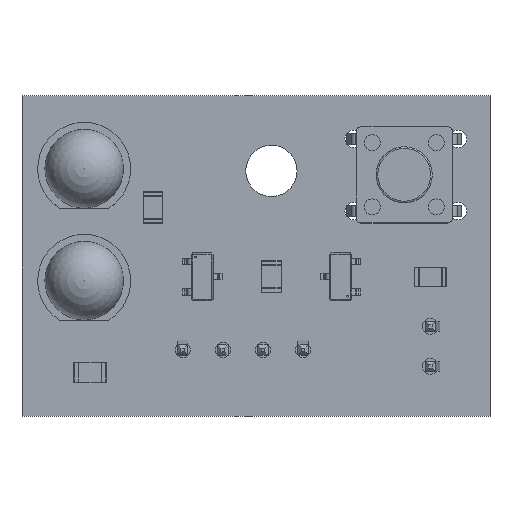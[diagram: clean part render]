
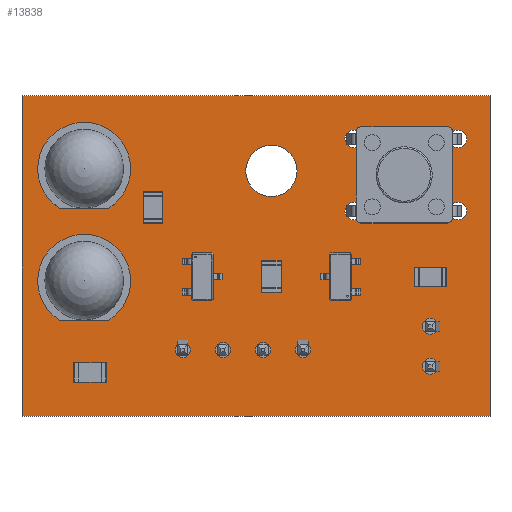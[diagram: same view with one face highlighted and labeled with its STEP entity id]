
A CAD part, top view. The second image highlights one B-rep face of the part: STEP entity #13838.
In plain terms, the highlighted planar face has unit normal (0, 0, 1).
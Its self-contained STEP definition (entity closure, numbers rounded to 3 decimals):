
#13561 = VERTEX_POINT('',#13562);
#13562 = CARTESIAN_POINT('',(148.508,-91.,1.51));
#13568 = EDGE_CURVE('',#13561,#13569,#13571,.T.);
#13569 = VERTEX_POINT('',#13570);
#13570 = CARTESIAN_POINT('',(119.313,-91.,1.51));
#13571 = LINE('',#13572,#13573);
#13572 = CARTESIAN_POINT('',(148.508,-91.,1.51));
#13573 = VECTOR('',#13574,1.);
#13574 = DIRECTION('',(-1.,0.,0.));
#13601 = VERTEX_POINT('',#13602);
#13602 = CARTESIAN_POINT('',(148.508,-71.,1.51));
#13608 = EDGE_CURVE('',#13601,#13561,#13609,.T.);
#13609 = LINE('',#13610,#13611);
#13610 = CARTESIAN_POINT('',(148.508,-71.,1.51));
#13611 = VECTOR('',#13612,1.);
#13612 = DIRECTION('',(0.,-1.,0.));
#13630 = EDGE_CURVE('',#13569,#13631,#13633,.T.);
#13631 = VERTEX_POINT('',#13632);
#13632 = CARTESIAN_POINT('',(119.313,-71.,1.51));
#13633 = LINE('',#13634,#13635);
#13634 = CARTESIAN_POINT('',(119.313,-91.,1.51));
#13635 = VECTOR('',#13636,1.);
#13636 = DIRECTION('',(0.,1.,0.));
#13838 = ADVANCED_FACE('',(#13839,#13850,#13861,#13872,#13883,#13894,
    #13905,#13916,#13927,#13938,#13949,#13960,#13971,#13982,#13993,
    #14004),#14015,.T.);
#13839 = FACE_BOUND('',#13840,.T.);
#13840 = EDGE_LOOP('',(#13841,#13842,#13843,#13849));
#13841 = ORIENTED_EDGE('',*,*,#13568,.F.);
#13842 = ORIENTED_EDGE('',*,*,#13608,.F.);
#13843 = ORIENTED_EDGE('',*,*,#13844,.F.);
#13844 = EDGE_CURVE('',#13631,#13601,#13845,.T.);
#13845 = LINE('',#13846,#13847);
#13846 = CARTESIAN_POINT('',(119.313,-71.,1.51));
#13847 = VECTOR('',#13848,1.);
#13848 = DIRECTION('',(1.,0.,0.));
#13849 = ORIENTED_EDGE('',*,*,#13630,.F.);
#13850 = FACE_BOUND('',#13851,.T.);
#13851 = EDGE_LOOP('',(#13852));
#13852 = ORIENTED_EDGE('',*,*,#13853,.T.);
#13853 = EDGE_CURVE('',#13854,#13854,#13856,.T.);
#13854 = VERTEX_POINT('',#13855);
#13855 = CARTESIAN_POINT('',(129.346,-87.343,1.51));
#13856 = CIRCLE('',#13857,0.475);
#13857 = AXIS2_PLACEMENT_3D('',#13858,#13859,#13860);
#13858 = CARTESIAN_POINT('',(129.346,-86.868,1.51));
#13859 = DIRECTION('',(-0.,0.,-1.));
#13860 = DIRECTION('',(-0.,-1.,0.));
#13861 = FACE_BOUND('',#13862,.T.);
#13862 = EDGE_LOOP('',(#13863));
#13863 = ORIENTED_EDGE('',*,*,#13864,.T.);
#13864 = EDGE_CURVE('',#13865,#13865,#13867,.T.);
#13865 = VERTEX_POINT('',#13866);
#13866 = CARTESIAN_POINT('',(131.846,-87.343,1.51));
#13867 = CIRCLE('',#13868,0.475);
#13868 = AXIS2_PLACEMENT_3D('',#13869,#13870,#13871);
#13869 = CARTESIAN_POINT('',(131.846,-86.868,1.51));
#13870 = DIRECTION('',(-0.,0.,-1.));
#13871 = DIRECTION('',(-0.,-1.,0.));
#13872 = FACE_BOUND('',#13873,.T.);
#13873 = EDGE_LOOP('',(#13874));
#13874 = ORIENTED_EDGE('',*,*,#13875,.T.);
#13875 = EDGE_CURVE('',#13876,#13876,#13878,.T.);
#13876 = VERTEX_POINT('',#13877);
#13877 = CARTESIAN_POINT('',(134.346,-87.343,1.51));
#13878 = CIRCLE('',#13879,0.475);
#13879 = AXIS2_PLACEMENT_3D('',#13880,#13881,#13882);
#13880 = CARTESIAN_POINT('',(134.346,-86.868,1.51));
#13881 = DIRECTION('',(-0.,0.,-1.));
#13882 = DIRECTION('',(-0.,-1.,0.));
#13883 = FACE_BOUND('',#13884,.T.);
#13884 = EDGE_LOOP('',(#13885));
#13885 = ORIENTED_EDGE('',*,*,#13886,.T.);
#13886 = EDGE_CURVE('',#13887,#13887,#13889,.T.);
#13887 = VERTEX_POINT('',#13888);
#13888 = CARTESIAN_POINT('',(123.19,-84.275,1.51));
#13889 = CIRCLE('',#13890,0.45);
#13890 = AXIS2_PLACEMENT_3D('',#13891,#13892,#13893);
#13891 = CARTESIAN_POINT('',(123.19,-83.825,1.51));
#13892 = DIRECTION('',(-0.,0.,-1.));
#13893 = DIRECTION('',(-0.,-1.,0.));
#13894 = FACE_BOUND('',#13895,.T.);
#13895 = EDGE_LOOP('',(#13896));
#13896 = ORIENTED_EDGE('',*,*,#13897,.T.);
#13897 = EDGE_CURVE('',#13898,#13898,#13900,.T.);
#13898 = VERTEX_POINT('',#13899);
#13899 = CARTESIAN_POINT('',(123.19,-81.735,1.51));
#13900 = CIRCLE('',#13901,0.45);
#13901 = AXIS2_PLACEMENT_3D('',#13902,#13903,#13904);
#13902 = CARTESIAN_POINT('',(123.19,-81.285,1.51));
#13903 = DIRECTION('',(-0.,0.,-1.));
#13904 = DIRECTION('',(-0.,-1.,0.));
#13905 = FACE_BOUND('',#13906,.T.);
#13906 = EDGE_LOOP('',(#13907));
#13907 = ORIENTED_EDGE('',*,*,#13908,.T.);
#13908 = EDGE_CURVE('',#13909,#13909,#13911,.T.);
#13909 = VERTEX_POINT('',#13910);
#13910 = CARTESIAN_POINT('',(136.846,-87.343,1.51));
#13911 = CIRCLE('',#13912,0.475);
#13912 = AXIS2_PLACEMENT_3D('',#13913,#13914,#13915);
#13913 = CARTESIAN_POINT('',(136.846,-86.868,1.51));
#13914 = DIRECTION('',(-0.,0.,-1.));
#13915 = DIRECTION('',(-0.,-1.,0.));
#13916 = FACE_BOUND('',#13917,.T.);
#13917 = EDGE_LOOP('',(#13918));
#13918 = ORIENTED_EDGE('',*,*,#13919,.T.);
#13919 = EDGE_CURVE('',#13920,#13920,#13922,.T.);
#13920 = VERTEX_POINT('',#13921);
#13921 = CARTESIAN_POINT('',(144.78,-88.384,1.51));
#13922 = CIRCLE('',#13923,0.5);
#13923 = AXIS2_PLACEMENT_3D('',#13924,#13925,#13926);
#13924 = CARTESIAN_POINT('',(144.78,-87.884,1.51));
#13925 = DIRECTION('',(-0.,0.,-1.));
#13926 = DIRECTION('',(-0.,-1.,0.));
#13927 = FACE_BOUND('',#13928,.T.);
#13928 = EDGE_LOOP('',(#13929));
#13929 = ORIENTED_EDGE('',*,*,#13930,.T.);
#13930 = EDGE_CURVE('',#13931,#13931,#13933,.T.);
#13931 = VERTEX_POINT('',#13932);
#13932 = CARTESIAN_POINT('',(144.78,-85.884,1.51));
#13933 = CIRCLE('',#13934,0.5);
#13934 = AXIS2_PLACEMENT_3D('',#13935,#13936,#13937);
#13935 = CARTESIAN_POINT('',(144.78,-85.384,1.51));
#13936 = DIRECTION('',(-0.,0.,-1.));
#13937 = DIRECTION('',(-0.,-1.,0.));
#13938 = FACE_BOUND('',#13939,.T.);
#13939 = EDGE_LOOP('',(#13940));
#13940 = ORIENTED_EDGE('',*,*,#13941,.T.);
#13941 = EDGE_CURVE('',#13942,#13942,#13944,.T.);
#13942 = VERTEX_POINT('',#13943);
#13943 = CARTESIAN_POINT('',(123.19,-77.29,1.51));
#13944 = CIRCLE('',#13945,0.45);
#13945 = AXIS2_PLACEMENT_3D('',#13946,#13947,#13948);
#13946 = CARTESIAN_POINT('',(123.19,-76.84,1.51));
#13947 = DIRECTION('',(-0.,0.,-1.));
#13948 = DIRECTION('',(-0.,-1.,0.));
#13949 = FACE_BOUND('',#13950,.T.);
#13950 = EDGE_LOOP('',(#13951));
#13951 = ORIENTED_EDGE('',*,*,#13952,.T.);
#13952 = EDGE_CURVE('',#13953,#13953,#13955,.T.);
#13953 = VERTEX_POINT('',#13954);
#13954 = CARTESIAN_POINT('',(123.19,-74.75,1.51));
#13955 = CIRCLE('',#13956,0.45);
#13956 = AXIS2_PLACEMENT_3D('',#13957,#13958,#13959);
#13957 = CARTESIAN_POINT('',(123.19,-74.3,1.51));
#13958 = DIRECTION('',(-0.,0.,-1.));
#13959 = DIRECTION('',(-0.,-1.,0.));
#13960 = FACE_BOUND('',#13961,.T.);
#13961 = EDGE_LOOP('',(#13962));
#13962 = ORIENTED_EDGE('',*,*,#13963,.T.);
#13963 = EDGE_CURVE('',#13964,#13964,#13966,.T.);
#13964 = VERTEX_POINT('',#13965);
#13965 = CARTESIAN_POINT('',(134.874,-77.292,1.51));
#13966 = CIRCLE('',#13967,1.6);
#13967 = AXIS2_PLACEMENT_3D('',#13968,#13969,#13970);
#13968 = CARTESIAN_POINT('',(134.874,-75.692,1.51));
#13969 = DIRECTION('',(-0.,0.,-1.));
#13970 = DIRECTION('',(-0.,-1.,0.));
#13971 = FACE_BOUND('',#13972,.T.);
#13972 = EDGE_LOOP('',(#13973));
#13973 = ORIENTED_EDGE('',*,*,#13974,.T.);
#13974 = EDGE_CURVE('',#13975,#13975,#13977,.T.);
#13975 = VERTEX_POINT('',#13976);
#13976 = CARTESIAN_POINT('',(140.006,-78.746,1.51));
#13977 = CIRCLE('',#13978,0.55);
#13978 = AXIS2_PLACEMENT_3D('',#13979,#13980,#13981);
#13979 = CARTESIAN_POINT('',(140.006,-78.196,1.51));
#13980 = DIRECTION('',(-0.,0.,-1.));
#13981 = DIRECTION('',(-0.,-1.,0.));
#13982 = FACE_BOUND('',#13983,.T.);
#13983 = EDGE_LOOP('',(#13984));
#13984 = ORIENTED_EDGE('',*,*,#13985,.T.);
#13985 = EDGE_CURVE('',#13986,#13986,#13988,.T.);
#13986 = VERTEX_POINT('',#13987);
#13987 = CARTESIAN_POINT('',(146.506,-78.746,1.51));
#13988 = CIRCLE('',#13989,0.55);
#13989 = AXIS2_PLACEMENT_3D('',#13990,#13991,#13992);
#13990 = CARTESIAN_POINT('',(146.506,-78.196,1.51));
#13991 = DIRECTION('',(-0.,0.,-1.));
#13992 = DIRECTION('',(-0.,-1.,0.));
#13993 = FACE_BOUND('',#13994,.T.);
#13994 = EDGE_LOOP('',(#13995));
#13995 = ORIENTED_EDGE('',*,*,#13996,.T.);
#13996 = EDGE_CURVE('',#13997,#13997,#13999,.T.);
#13997 = VERTEX_POINT('',#13998);
#13998 = CARTESIAN_POINT('',(140.006,-74.246,1.51));
#13999 = CIRCLE('',#14000,0.55);
#14000 = AXIS2_PLACEMENT_3D('',#14001,#14002,#14003);
#14001 = CARTESIAN_POINT('',(140.006,-73.696,1.51));
#14002 = DIRECTION('',(-0.,0.,-1.));
#14003 = DIRECTION('',(-0.,-1.,0.));
#14004 = FACE_BOUND('',#14005,.T.);
#14005 = EDGE_LOOP('',(#14006));
#14006 = ORIENTED_EDGE('',*,*,#14007,.T.);
#14007 = EDGE_CURVE('',#14008,#14008,#14010,.T.);
#14008 = VERTEX_POINT('',#14009);
#14009 = CARTESIAN_POINT('',(146.506,-74.246,1.51));
#14010 = CIRCLE('',#14011,0.55);
#14011 = AXIS2_PLACEMENT_3D('',#14012,#14013,#14014);
#14012 = CARTESIAN_POINT('',(146.506,-73.696,1.51));
#14013 = DIRECTION('',(-0.,0.,-1.));
#14014 = DIRECTION('',(-0.,-1.,0.));
#14015 = PLANE('',#14016);
#14016 = AXIS2_PLACEMENT_3D('',#14017,#14018,#14019);
#14017 = CARTESIAN_POINT('',(0.,0.,1.51));
#14018 = DIRECTION('',(0.,0.,1.));
#14019 = DIRECTION('',(1.,0.,-0.));
